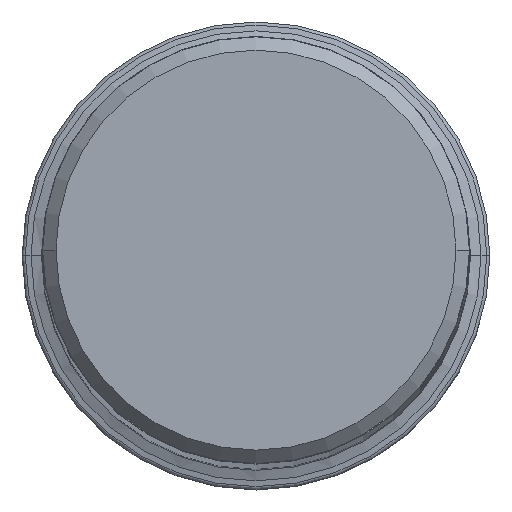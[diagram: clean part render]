
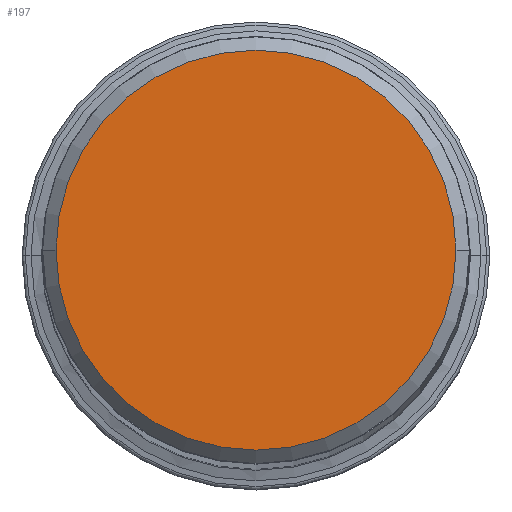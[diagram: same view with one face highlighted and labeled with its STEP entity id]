
A CAD part, top view. The second image highlights one B-rep face of the part: STEP entity #197.
In plain terms, the highlighted planar face has unit normal (0, 0, 1).
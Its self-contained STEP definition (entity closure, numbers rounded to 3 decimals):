
#134=FACE_OUTER_BOUND('',#270,.T.);
#197=ADVANCED_FACE('',(#134),#235,.F.);
#235=PLANE('',#1164);
#270=EDGE_LOOP('',(#416,#417));
#416=ORIENTED_EDGE('',*,*,#692,.T.);
#417=ORIENTED_EDGE('',*,*,#693,.T.);
#596=VERTEX_POINT('',#2130);
#597=VERTEX_POINT('',#2131);
#692=EDGE_CURVE('',#596,#597,#825,.T.);
#693=EDGE_CURVE('',#597,#596,#826,.T.);
#825=CIRCLE('',#1162,14.965);
#826=CIRCLE('',#1163,14.965);
#1162=AXIS2_PLACEMENT_3D('',#2129,#1418,#1419);
#1163=AXIS2_PLACEMENT_3D('',#2132,#1420,#1421);
#1164=AXIS2_PLACEMENT_3D('',#2133,#1422,#1423);
#1418=DIRECTION('',(0.,0.,1.));
#1419=DIRECTION('',(-1.,0.,0.));
#1420=DIRECTION('',(0.,0.,1.));
#1421=DIRECTION('',(1.,0.,0.));
#1422=DIRECTION('',(0.,0.,-1.));
#1423=DIRECTION('',(1.,0.,0.));
#2129=CARTESIAN_POINT('',(0.,0.,0.));
#2130=CARTESIAN_POINT('',(-14.965,0.,0.));
#2131=CARTESIAN_POINT('',(14.965,0.,0.));
#2132=CARTESIAN_POINT('',(0.,0.,0.));
#2133=CARTESIAN_POINT('',(0.,0.,0.));
